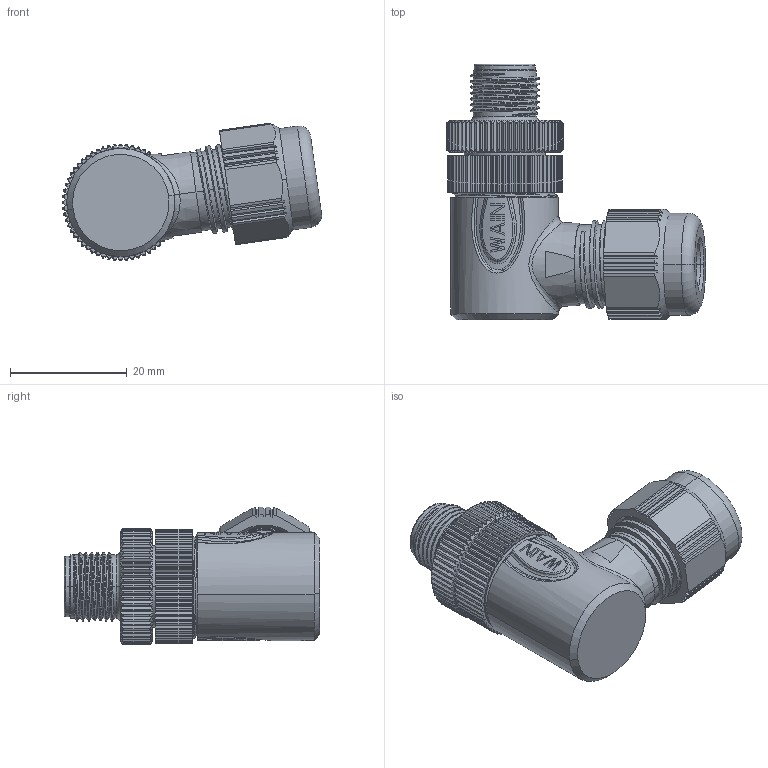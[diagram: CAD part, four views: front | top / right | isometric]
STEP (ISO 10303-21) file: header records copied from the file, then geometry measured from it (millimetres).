
FILE_DESCRIPTION((''),'2;1');
FILE_NAME('3D_1630055113002_M12-M05A-S-D8_','2017-06-24T',('y.wang'),(''),'PRO/ENGINEER BY PARAMETRIC TECHNOLOGY CORPORATION, 2012480','PRO/ENGINEER BY PARAMETRIC TECHNOLOGY CORPORATION, 2012480','');
FILE_SCHEMA(('CONFIG_CONTROL_DESIGN'));
Products named in the file (1): 3D_1630055113002_M12-M05A-S-D8_
Bounding box: 44.38 x 43.8 x 23.6 mm (x, y, z)
Volume: 10611.7 mm3; surface area: 15474.6 mm2
Topology: 1 solids, 1 shells, 1802 faces, 5097 edges, 3324 vertices
Faces by surface type: plane 761, cylinder 566, cone 229, bspline 131, torus 89, extrusion 16, sphere 10
Entity records: 86227 total; most frequent: CARTESIAN_POINT 41758, ORIENTED_EDGE 10154, DIRECTION 8210, EDGE_CURVE 5077, VERTEX_POINT 3324, AXIS2_PLACEMENT_3D 3009, VECTOR 2192, LINE 2176
